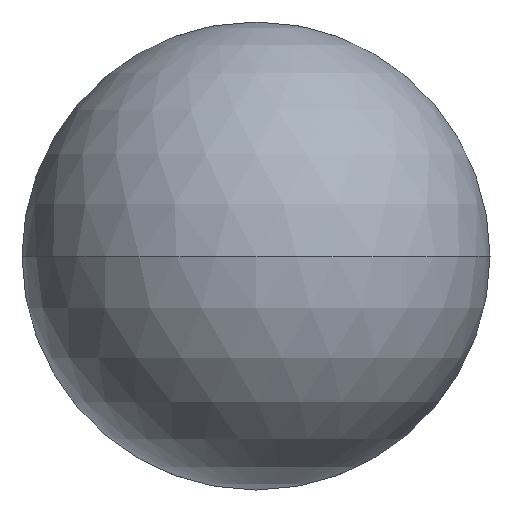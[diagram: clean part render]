
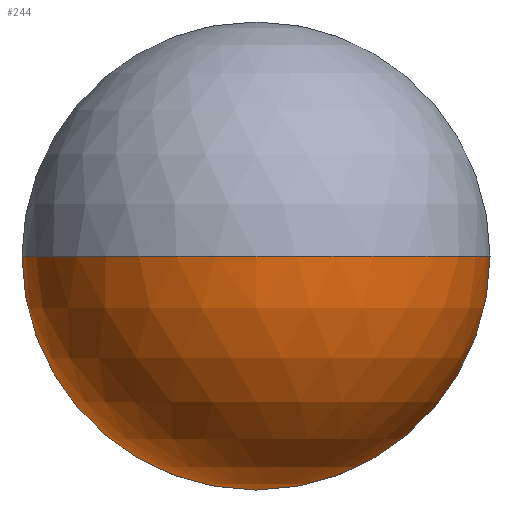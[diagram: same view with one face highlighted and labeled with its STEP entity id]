
A CAD part, left-side view. The second image highlights one B-rep face of the part: STEP entity #244.
In plain terms, the highlighted spherical face has radius 3.75 mm.
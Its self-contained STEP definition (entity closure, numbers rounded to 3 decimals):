
#9 = CARTESIAN_POINT ( 'NONE',  ( 3.75, 0., 0. ) ) ;
#24 = CARTESIAN_POINT ( 'NONE',  ( 3.75, 0., 0. ) ) ;
#31 = ORIENTED_EDGE ( 'NONE', *, *, #172, .T. ) ;
#36 = EDGE_CURVE ( 'NONE', #46, #163, #349, .T. ) ;
#42 = CARTESIAN_POINT ( 'NONE',  ( 3.75, 3.75, 0. ) ) ;
#46 = VERTEX_POINT ( 'NONE', #42 ) ;
#55 = CARTESIAN_POINT ( 'NONE',  ( 3.75, 0., -3.75 ) ) ;
#58 = FACE_OUTER_BOUND ( 'NONE', #257, .T. ) ;
#62 = ORIENTED_EDGE ( 'NONE', *, *, #361, .F. ) ;
#69 = DIRECTION ( 'NONE',  ( -1., 0., 0. ) ) ;
#99 = SPHERICAL_SURFACE ( 'NONE', #225, 3.75 ) ;
#102 = ORIENTED_EDGE ( 'NONE', *, *, #36, .T. ) ;
#107 = CIRCLE ( 'NONE', #370, 3.75 ) ;
#124 = VERTEX_POINT ( 'NONE', #207 ) ;
#129 = CIRCLE ( 'NONE', #328, 3.75 ) ;
#132 = DIRECTION ( 'NONE',  ( 0., 0., 1. ) ) ;
#163 = VERTEX_POINT ( 'NONE', #55 ) ;
#165 = DIRECTION ( 'NONE',  ( -1., 0., 0. ) ) ;
#169 = CARTESIAN_POINT ( 'NONE',  ( 3.75, 0., 0. ) ) ;
#172 = EDGE_CURVE ( 'NONE', #180, #124, #213, .T. ) ;
#180 = VERTEX_POINT ( 'NONE', #329 ) ;
#190 = DIRECTION ( 'NONE',  ( 0., 1., 0. ) ) ;
#195 = DIRECTION ( 'NONE',  ( 0., 0., 1. ) ) ;
#207 = CARTESIAN_POINT ( 'NONE',  ( 0., 0., 0. ) ) ;
#213 = CIRCLE ( 'NONE', #289, 3.75 ) ;
#225 = AXIS2_PLACEMENT_3D ( 'NONE', #9, #343, #190 ) ;
#226 = CARTESIAN_POINT ( 'NONE',  ( 3.75, 0., 0. ) ) ;
#235 = CARTESIAN_POINT ( 'NONE',  ( 3.75, 0., 0. ) ) ;
#236 = DIRECTION ( 'NONE',  ( 0., 0., -1. ) ) ;
#244 = ADVANCED_FACE ( 'NONE', ( #58 ), #99, .T. ) ;
#257 = EDGE_LOOP ( 'NONE', ( #102, #338, #31, #62 ) ) ;
#289 = AXIS2_PLACEMENT_3D ( 'NONE', #24, #236, #394 ) ;
#293 = DIRECTION ( 'NONE',  ( 0., 0., 1. ) ) ;
#308 = AXIS2_PLACEMENT_3D ( 'NONE', #235, #69, #132 ) ;
#325 = DIRECTION ( 'NONE',  ( 1., 0., 0. ) ) ;
#328 = AXIS2_PLACEMENT_3D ( 'NONE', #169, #293, #325 ) ;
#329 = CARTESIAN_POINT ( 'NONE',  ( 3.75, -3.75, 0. ) ) ;
#331 = EDGE_CURVE ( 'NONE', #163, #180, #107, .T. ) ;
#338 = ORIENTED_EDGE ( 'NONE', *, *, #331, .T. ) ;
#343 = DIRECTION ( 'NONE',  ( 0., 0., -1. ) ) ;
#349 = CIRCLE ( 'NONE', #308, 3.75 ) ;
#361 = EDGE_CURVE ( 'NONE', #46, #124, #129, .T. ) ;
#370 = AXIS2_PLACEMENT_3D ( 'NONE', #226, #165, #195 ) ;
#394 = DIRECTION ( 'NONE',  ( 0., 1., 0. ) ) ;
